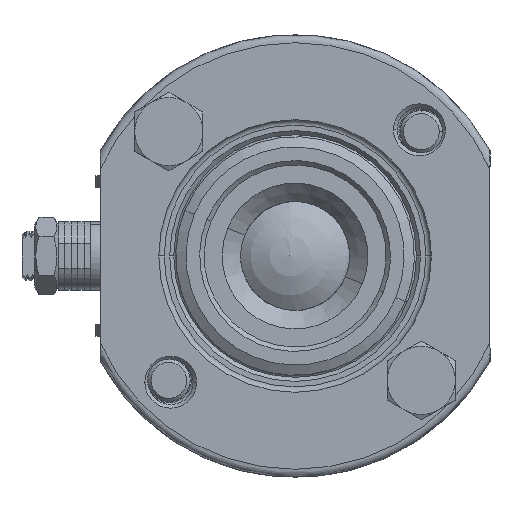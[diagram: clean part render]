
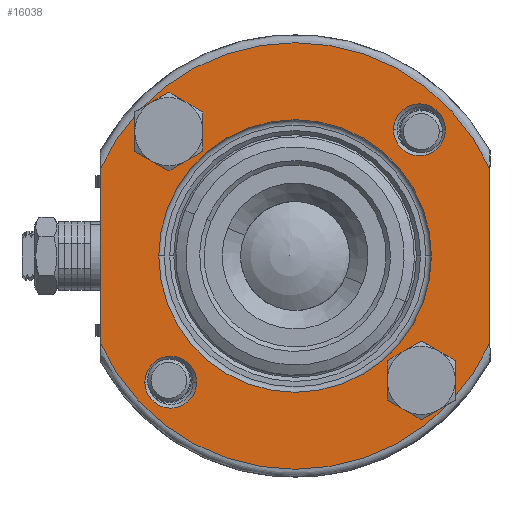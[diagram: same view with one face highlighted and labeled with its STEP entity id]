
A CAD part, left-side view. The second image highlights one B-rep face of the part: STEP entity #16038.
In plain terms, the highlighted planar face has unit normal (-1, 0, 0).
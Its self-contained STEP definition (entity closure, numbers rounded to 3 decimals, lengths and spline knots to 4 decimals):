
#936 = DIRECTION ( 'NONE',  ( 0., 1., 0. ) ) ;
#1925 = DIRECTION ( 'NONE',  ( 1., 0., 0. ) ) ;
#2117 = EDGE_LOOP ( 'NONE', ( #57340, #49953 ) ) ;
#2391 = AXIS2_PLACEMENT_3D ( 'NONE', #81818, #41308, #936 ) ;
#3565 = AXIS2_PLACEMENT_3D ( 'NONE', #15980, #63214, #22779 ) ;
#3584 = CARTESIAN_POINT ( 'NONE',  ( -1.2294, -0.84, 1.1986 ) ) ;
#5149 = DIRECTION ( 'NONE',  ( -1., 0., 0. ) ) ;
#5253 = CIRCLE ( 'NONE', #27547, 1.565 ) ;
#5849 = EDGE_LOOP ( 'NONE', ( #70414, #58106 ) ) ;
#7910 = VERTEX_POINT ( 'NONE', #86093 ) ;
#8506 = CARTESIAN_POINT ( 'NONE',  ( -1.2294, -1.104, 2.111 ) ) ;
#8579 = CARTESIAN_POINT ( 'NONE',  ( -1.2294, -0.104, 3.111 ) ) ;
#10564 = VERTEX_POINT ( 'NONE', #48152 ) ;
#11102 = LINE ( 'NONE', #76875, #26910 ) ;
#11318 = CARTESIAN_POINT ( 'NONE',  ( -1.2294, 0.8084, 1.185 ) ) ;
#12048 = CARTESIAN_POINT ( 'NONE',  ( -1.2294, -1.0165, 3.037 ) ) ;
#13454 = CARTESIAN_POINT ( 'NONE',  ( -1.2294, 0.6319, 3.0234 ) ) ;
#14833 = EDGE_LOOP ( 'NONE', ( #27296, #65903 ) ) ;
#15642 = DIRECTION ( 'NONE',  ( 0., 1., 0. ) ) ;
#15980 = CARTESIAN_POINT ( 'NONE',  ( -1.2294, 0.822, 3.0234 ) ) ;
#16038 = ADVANCED_FACE ( 'NONE', ( #83452, #79227, #63328, #43241, #25304, #61211 ), #49255, .F. ) ;
#17546 = CARTESIAN_POINT ( 'NONE',  ( -1.2294, -0.104, 2.111 ) ) ;
#17749 = CARTESIAN_POINT ( 'NONE',  ( -1.2294, -0.104, 2.111 ) ) ;
#18097 = DIRECTION ( 'NONE',  ( 0., 1., 0. ) ) ;
#18836 = DIRECTION ( 'NONE',  ( 0., 1., 0. ) ) ;
#19137 = CARTESIAN_POINT ( 'NONE',  ( -1.2294, 0.6183, 1.185 ) ) ;
#19512 = DIRECTION ( 'NONE',  ( 1., 0., 0. ) ) ;
#20059 = AXIS2_PLACEMENT_3D ( 'NONE', #77237, #36726, #84023 ) ;
#20120 = CARTESIAN_POINT ( 'NONE',  ( -1.2294, 0.896, 2.111 ) ) ;
#20223 = AXIS2_PLACEMENT_3D ( 'NONE', #29933, #77246, #36738 ) ;
#21353 = AXIS2_PLACEMENT_3D ( 'NONE', #12048, #59250, #18836 ) ;
#22566 = AXIS2_PLACEMENT_3D ( 'NONE', #8579, #56076, #15642 ) ;
#22779 = DIRECTION ( 'NONE',  ( 0., 1., 0. ) ) ;
#24321 = DIRECTION ( 'NONE',  ( 0., -1., 0. ) ) ;
#24469 = EDGE_LOOP ( 'NONE', ( #56210, #84441 ) ) ;
#24520 = DIRECTION ( 'NONE',  ( 0., -1., 0. ) ) ;
#24998 = VERTEX_POINT ( 'NONE', #31418 ) ;
#25304 = FACE_BOUND ( 'NONE', #2117, .T. ) ;
#25938 = CARTESIAN_POINT ( 'NONE',  ( -1.2294, 1.012, 3.0234 ) ) ;
#26910 = VECTOR ( 'NONE', #36352, 39.3701 ) ;
#27296 = ORIENTED_EDGE ( 'NONE', *, *, #69807, .T. ) ;
#27313 = CARTESIAN_POINT ( 'NONE',  ( -1.2294, 0.822, 3.0234 ) ) ;
#27545 = EDGE_CURVE ( 'NONE', #10564, #77248, #74556, .T. ) ;
#27547 = AXIS2_PLACEMENT_3D ( 'NONE', #17546, #64769, #24321 ) ;
#28673 = EDGE_CURVE ( 'NONE', #77248, #10564, #58548, .T. ) ;
#29071 = VERTEX_POINT ( 'NONE', #8506 ) ;
#29493 = LINE ( 'NONE', #74509, #45361 ) ;
#29933 = CARTESIAN_POINT ( 'NONE',  ( -1.2294, -0.104, 2.111 ) ) ;
#29944 = EDGE_CURVE ( 'NONE', #81224, #53740, #85996, .T. ) ;
#30986 = ORIENTED_EDGE ( 'NONE', *, *, #71130, .T. ) ;
#31418 = CARTESIAN_POINT ( 'NONE',  ( -1.2294, -1.534, 2.7469 ) ) ;
#33179 = CIRCLE ( 'NONE', #2391, 0.1901 ) ;
#33952 = DIRECTION ( 'NONE',  ( 0., 0., 1. ) ) ;
#34079 = DIRECTION ( 'NONE',  ( 0., 1., 0. ) ) ;
#34533 = ORIENTED_EDGE ( 'NONE', *, *, #80720, .T. ) ;
#36352 = DIRECTION ( 'NONE',  ( 0., 0., -1. ) ) ;
#36726 = DIRECTION ( 'NONE',  ( 1., 0., 0. ) ) ;
#36738 = DIRECTION ( 'NONE',  ( 0., -1., 0. ) ) ;
#37506 = AXIS2_PLACEMENT_3D ( 'NONE', #27313, #74638, #34079 ) ;
#37947 = ORIENTED_EDGE ( 'NONE', *, *, #41224, .F. ) ;
#38132 = VERTEX_POINT ( 'NONE', #20120 ) ;
#38148 = AXIS2_PLACEMENT_3D ( 'NONE', #45511, #5149, #52294 ) ;
#41224 = EDGE_CURVE ( 'NONE', #63528, #50893, #29493, .T. ) ;
#41308 = DIRECTION ( 'NONE',  ( 1., 0., 0. ) ) ;
#42290 = CARTESIAN_POINT ( 'NONE',  ( -1.2294, 0.8084, 1.185 ) ) ;
#42364 = EDGE_CURVE ( 'NONE', #44898, #56344, #85495, .T. ) ;
#43241 = FACE_BOUND ( 'NONE', #24469, .T. ) ;
#44898 = VERTEX_POINT ( 'NONE', #3584 ) ;
#45361 = VECTOR ( 'NONE', #33952, 39.3701 ) ;
#45511 = CARTESIAN_POINT ( 'NONE',  ( -1.2294, -0.104, 2.111 ) ) ;
#46215 = ORIENTED_EDGE ( 'NONE', *, *, #54666, .T. ) ;
#47655 = VERTEX_POINT ( 'NONE', #25938 ) ;
#48152 = CARTESIAN_POINT ( 'NONE',  ( -1.2294, 0.9985, 1.185 ) ) ;
#48719 = AXIS2_PLACEMENT_3D ( 'NONE', #17749, #64973, #24520 ) ;
#49051 = DIRECTION ( 'NONE',  ( 0., 1., 0. ) ) ;
#49068 = CIRCLE ( 'NONE', #86065, 0.1901 ) ;
#49255 = PLANE ( 'NONE',  #22566 ) ;
#49953 = ORIENTED_EDGE ( 'NONE', *, *, #84429, .F. ) ;
#49988 = EDGE_CURVE ( 'NONE', #24998, #7910, #11102, .T. ) ;
#50893 = VERTEX_POINT ( 'NONE', #75024 ) ;
#52294 = DIRECTION ( 'NONE',  ( 0., -1., 0. ) ) ;
#53461 = AXIS2_PLACEMENT_3D ( 'NONE', #11318, #58520, #18097 ) ;
#53740 = VERTEX_POINT ( 'NONE', #59728 ) ;
#54306 = EDGE_CURVE ( 'NONE', #47655, #73393, #57148, .T. ) ;
#54666 = EDGE_CURVE ( 'NONE', #24998, #50893, #62402, .T. ) ;
#56076 = DIRECTION ( 'NONE',  ( 1., 0., 0. ) ) ;
#56210 = ORIENTED_EDGE ( 'NONE', *, *, #56632, .T. ) ;
#56344 = VERTEX_POINT ( 'NONE', #59227 ) ;
#56632 = EDGE_CURVE ( 'NONE', #73393, #47655, #72910, .T. ) ;
#57148 = CIRCLE ( 'NONE', #3565, 0.1901 ) ;
#57340 = ORIENTED_EDGE ( 'NONE', *, *, #58953, .F. ) ;
#58106 = ORIENTED_EDGE ( 'NONE', *, *, #27545, .T. ) ;
#58520 = DIRECTION ( 'NONE',  ( 1., 0., 0. ) ) ;
#58548 = CIRCLE ( 'NONE', #77301, 0.1901 ) ;
#58953 = EDGE_CURVE ( 'NONE', #29071, #38132, #66340, .T. ) ;
#59227 = CARTESIAN_POINT ( 'NONE',  ( -1.2294, -1.2201, 1.1986 ) ) ;
#59250 = DIRECTION ( 'NONE',  ( 1., 0., 0. ) ) ;
#59728 = CARTESIAN_POINT ( 'NONE',  ( -1.2294, -0.8264, 3.037 ) ) ;
#59930 = CARTESIAN_POINT ( 'NONE',  ( -1.2294, -1.03, 1.1986 ) ) ;
#60302 = CARTESIAN_POINT ( 'NONE',  ( -1.2294, -1.2065, 3.037 ) ) ;
#61211 = FACE_OUTER_BOUND ( 'NONE', #75105, .T. ) ;
#62402 = CIRCLE ( 'NONE', #48719, 1.565 ) ;
#63214 = DIRECTION ( 'NONE',  ( 1., 0., 0. ) ) ;
#63328 = FACE_BOUND ( 'NONE', #64155, .T. ) ;
#63528 = VERTEX_POINT ( 'NONE', #79072 ) ;
#64155 = EDGE_LOOP ( 'NONE', ( #83610, #30986 ) ) ;
#64769 = DIRECTION ( 'NONE',  ( -1., 0., 0. ) ) ;
#64973 = DIRECTION ( 'NONE',  ( -1., 0., 0. ) ) ;
#65903 = ORIENTED_EDGE ( 'NONE', *, *, #42364, .T. ) ;
#66340 = CIRCLE ( 'NONE', #38148, 1. ) ;
#66743 = DIRECTION ( 'NONE',  ( 0., 1., 0. ) ) ;
#69807 = EDGE_CURVE ( 'NONE', #56344, #44898, #49068, .T. ) ;
#70414 = ORIENTED_EDGE ( 'NONE', *, *, #28673, .T. ) ;
#71130 = EDGE_CURVE ( 'NONE', #53740, #81224, #33179, .T. ) ;
#72910 = CIRCLE ( 'NONE', #37506, 0.1901 ) ;
#73393 = VERTEX_POINT ( 'NONE', #13454 ) ;
#74509 = CARTESIAN_POINT ( 'NONE',  ( -1.2294, 1.326, -0.0463 ) ) ;
#74556 = CIRCLE ( 'NONE', #53461, 0.1901 ) ;
#74638 = DIRECTION ( 'NONE',  ( 1., 0., 0. ) ) ;
#75024 = CARTESIAN_POINT ( 'NONE',  ( -1.2294, 1.326, 2.7469 ) ) ;
#75105 = EDGE_LOOP ( 'NONE', ( #77619, #46215, #37947, #34533 ) ) ;
#76875 = CARTESIAN_POINT ( 'NONE',  ( -1.2294, -1.534, -0.0463 ) ) ;
#77237 = CARTESIAN_POINT ( 'NONE',  ( -1.2294, -1.03, 1.1986 ) ) ;
#77246 = DIRECTION ( 'NONE',  ( -1., 0., 0. ) ) ;
#77248 = VERTEX_POINT ( 'NONE', #19137 ) ;
#77301 = AXIS2_PLACEMENT_3D ( 'NONE', #42290, #1925, #49051 ) ;
#77471 = CIRCLE ( 'NONE', #20223, 1. ) ;
#77619 = ORIENTED_EDGE ( 'NONE', *, *, #49988, .F. ) ;
#79072 = CARTESIAN_POINT ( 'NONE',  ( -1.2294, 1.326, 1.4751 ) ) ;
#79227 = FACE_BOUND ( 'NONE', #14833, .T. ) ;
#80720 = EDGE_CURVE ( 'NONE', #63528, #7910, #5253, .T. ) ;
#81224 = VERTEX_POINT ( 'NONE', #60302 ) ;
#81818 = CARTESIAN_POINT ( 'NONE',  ( -1.2294, -1.0165, 3.037 ) ) ;
#83452 = FACE_BOUND ( 'NONE', #5849, .T. ) ;
#83610 = ORIENTED_EDGE ( 'NONE', *, *, #29944, .T. ) ;
#84023 = DIRECTION ( 'NONE',  ( 0., 1., 0. ) ) ;
#84429 = EDGE_CURVE ( 'NONE', #38132, #29071, #77471, .T. ) ;
#84441 = ORIENTED_EDGE ( 'NONE', *, *, #54306, .T. ) ;
#85495 = CIRCLE ( 'NONE', #20059, 0.1901 ) ;
#85996 = CIRCLE ( 'NONE', #21353, 0.1901 ) ;
#86065 = AXIS2_PLACEMENT_3D ( 'NONE', #59930, #19512, #66743 ) ;
#86093 = CARTESIAN_POINT ( 'NONE',  ( -1.2294, -1.534, 1.4751 ) ) ;
